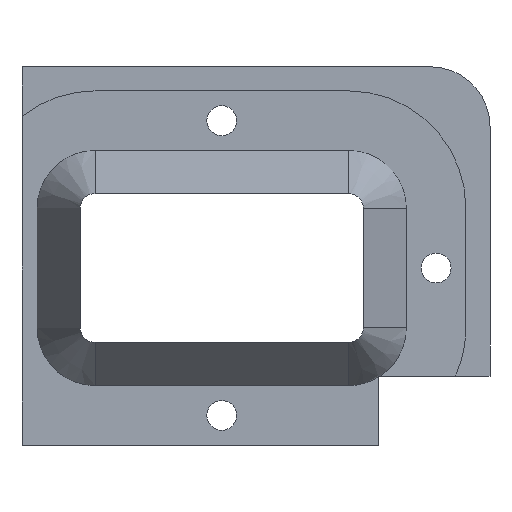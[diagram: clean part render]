
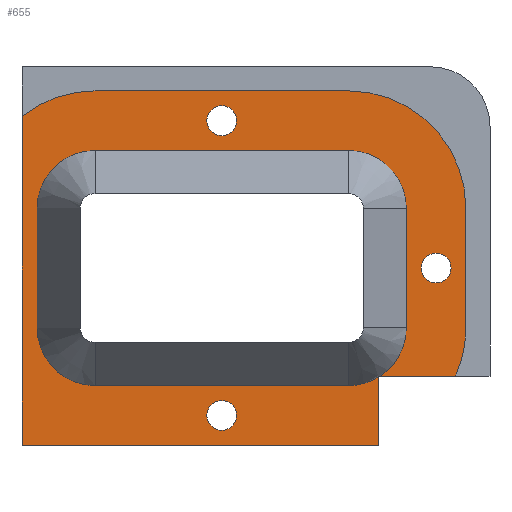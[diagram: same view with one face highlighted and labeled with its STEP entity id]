
A CAD part, front view. The second image highlights one B-rep face of the part: STEP entity #655.
In plain terms, the highlighted planar face has unit normal (0, -1, 0).
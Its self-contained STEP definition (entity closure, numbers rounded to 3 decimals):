
#33=FACE_BOUND('',#108,.T.);
#34=FACE_BOUND('',#109,.T.);
#35=FACE_BOUND('',#110,.T.);
#40=CIRCLE('',#715,3.887);
#41=CIRCLE('',#716,3.887);
#42=CIRCLE('',#717,3.887);
#43=CIRCLE('',#718,3.887);
#44=CIRCLE('',#719,3.887);
#45=CIRCLE('',#720,7.887);
#46=CIRCLE('',#721,7.887);
#47=CIRCLE('',#722,7.887);
#48=CIRCLE('',#723,1.);
#49=CIRCLE('',#724,1.);
#50=CIRCLE('',#725,1.);
#51=CIRCLE('',#726,1.);
#71=FACE_OUTER_BOUND('',#107,.T.);
#107=EDGE_LOOP('',(#447,#448,#449,#450,#451,#452,#453,#454,#455,#456,#457,
#458,#459,#460,#461,#462,#463,#464,#465,#466));
#108=EDGE_LOOP('',(#467));
#109=EDGE_LOOP('',(#468));
#110=EDGE_LOOP('',(#469));
#148=LINE('',#979,#214);
#152=LINE('',#987,#218);
#155=LINE('',#993,#221);
#156=LINE('',#997,#222);
#157=LINE('',#1001,#223);
#158=LINE('',#1005,#224);
#159=LINE('',#1009,#225);
#160=LINE('',#1013,#226);
#161=LINE('',#1017,#227);
#162=LINE('',#1021,#228);
#163=LINE('',#1025,#229);
#214=VECTOR('',#781,10.);
#218=VECTOR('',#787,10.);
#221=VECTOR('',#792,10.);
#222=VECTOR('',#795,10.);
#223=VECTOR('',#798,10.);
#224=VECTOR('',#801,10.);
#225=VECTOR('',#804,10.);
#226=VECTOR('',#807,10.);
#227=VECTOR('',#810,10.);
#228=VECTOR('',#813,10.);
#229=VECTOR('',#816,10.);
#280=VERTEX_POINT('',#977);
#281=VERTEX_POINT('',#978);
#284=VERTEX_POINT('',#986);
#286=VERTEX_POINT('',#992);
#287=VERTEX_POINT('',#994);
#288=VERTEX_POINT('',#996);
#289=VERTEX_POINT('',#998);
#290=VERTEX_POINT('',#1000);
#291=VERTEX_POINT('',#1002);
#292=VERTEX_POINT('',#1004);
#293=VERTEX_POINT('',#1006);
#294=VERTEX_POINT('',#1008);
#295=VERTEX_POINT('',#1010);
#296=VERTEX_POINT('',#1012);
#297=VERTEX_POINT('',#1014);
#298=VERTEX_POINT('',#1016);
#299=VERTEX_POINT('',#1018);
#300=VERTEX_POINT('',#1020);
#301=VERTEX_POINT('',#1022);
#302=VERTEX_POINT('',#1024);
#303=VERTEX_POINT('',#1027);
#304=VERTEX_POINT('',#1029);
#305=VERTEX_POINT('',#1031);
#342=EDGE_CURVE('',#280,#281,#148,.T.);
#346=EDGE_CURVE('',#284,#281,#152,.T.);
#349=EDGE_CURVE('',#284,#286,#155,.T.);
#350=EDGE_CURVE('',#286,#287,#40,.T.);
#351=EDGE_CURVE('',#287,#288,#156,.T.);
#352=EDGE_CURVE('',#288,#289,#41,.T.);
#353=EDGE_CURVE('',#289,#290,#157,.T.);
#354=EDGE_CURVE('',#290,#291,#42,.T.);
#355=EDGE_CURVE('',#291,#292,#158,.T.);
#356=EDGE_CURVE('',#292,#293,#43,.T.);
#357=EDGE_CURVE('',#293,#294,#159,.T.);
#358=EDGE_CURVE('',#294,#295,#44,.T.);
#359=EDGE_CURVE('',#295,#296,#160,.T.);
#360=EDGE_CURVE('',#297,#296,#45,.T.);
#361=EDGE_CURVE('',#298,#297,#161,.T.);
#362=EDGE_CURVE('',#299,#298,#46,.T.);
#363=EDGE_CURVE('',#300,#299,#162,.T.);
#364=EDGE_CURVE('',#301,#300,#47,.T.);
#365=EDGE_CURVE('',#301,#302,#163,.T.);
#366=EDGE_CURVE('',#280,#302,#48,.T.);
#367=EDGE_CURVE('',#303,#303,#49,.T.);
#368=EDGE_CURVE('',#304,#304,#50,.T.);
#369=EDGE_CURVE('',#305,#305,#51,.T.);
#447=ORIENTED_EDGE('',*,*,#346,.F.);
#448=ORIENTED_EDGE('',*,*,#349,.T.);
#449=ORIENTED_EDGE('',*,*,#350,.T.);
#450=ORIENTED_EDGE('',*,*,#351,.T.);
#451=ORIENTED_EDGE('',*,*,#352,.T.);
#452=ORIENTED_EDGE('',*,*,#353,.T.);
#453=ORIENTED_EDGE('',*,*,#354,.T.);
#454=ORIENTED_EDGE('',*,*,#355,.T.);
#455=ORIENTED_EDGE('',*,*,#356,.T.);
#456=ORIENTED_EDGE('',*,*,#357,.T.);
#457=ORIENTED_EDGE('',*,*,#358,.T.);
#458=ORIENTED_EDGE('',*,*,#359,.T.);
#459=ORIENTED_EDGE('',*,*,#360,.F.);
#460=ORIENTED_EDGE('',*,*,#361,.F.);
#461=ORIENTED_EDGE('',*,*,#362,.F.);
#462=ORIENTED_EDGE('',*,*,#363,.F.);
#463=ORIENTED_EDGE('',*,*,#364,.F.);
#464=ORIENTED_EDGE('',*,*,#365,.T.);
#465=ORIENTED_EDGE('',*,*,#366,.F.);
#466=ORIENTED_EDGE('',*,*,#342,.T.);
#467=ORIENTED_EDGE('',*,*,#367,.F.);
#468=ORIENTED_EDGE('',*,*,#368,.F.);
#469=ORIENTED_EDGE('',*,*,#369,.F.);
#635=PLANE('',#714);
#655=ADVANCED_FACE('',(#71,#33,#34,#35),#635,.F.);
#714=AXIS2_PLACEMENT_3D('',#991,#790,#791);
#715=AXIS2_PLACEMENT_3D('',#995,#793,#794);
#716=AXIS2_PLACEMENT_3D('',#999,#796,#797);
#717=AXIS2_PLACEMENT_3D('',#1003,#799,#800);
#718=AXIS2_PLACEMENT_3D('',#1007,#802,#803);
#719=AXIS2_PLACEMENT_3D('',#1011,#805,#806);
#720=AXIS2_PLACEMENT_3D('',#1015,#808,#809);
#721=AXIS2_PLACEMENT_3D('',#1019,#811,#812);
#722=AXIS2_PLACEMENT_3D('',#1023,#814,#815);
#723=AXIS2_PLACEMENT_3D('',#1026,#817,#818);
#724=AXIS2_PLACEMENT_3D('',#1028,#819,#820);
#725=AXIS2_PLACEMENT_3D('',#1030,#821,#822);
#726=AXIS2_PLACEMENT_3D('',#1032,#823,#824);
#781=DIRECTION('',(0.,0.,-1.));
#787=DIRECTION('',(-1.,0.,0.));
#790=DIRECTION('center_axis',(0.,1.,0.));
#791=DIRECTION('ref_axis',(1.,0.,0.));
#792=DIRECTION('',(0.,0.,1.));
#793=DIRECTION('center_axis',(0.,1.,0.));
#794=DIRECTION('ref_axis',(1.,0.,0.));
#795=DIRECTION('',(-1.,0.,0.));
#796=DIRECTION('center_axis',(0.,1.,0.));
#797=DIRECTION('ref_axis',(0.,0.,-1.));
#798=DIRECTION('',(0.,0.,1.));
#799=DIRECTION('center_axis',(0.,1.,0.));
#800=DIRECTION('ref_axis',(-1.,0.,0.));
#801=DIRECTION('',(1.,0.,0.));
#802=DIRECTION('center_axis',(0.,1.,0.));
#803=DIRECTION('ref_axis',(0.,0.,1.));
#804=DIRECTION('',(0.,0.,-1.));
#805=DIRECTION('center_axis',(0.,1.,0.));
#806=DIRECTION('ref_axis',(1.,0.,0.));
#807=DIRECTION('',(1.,0.,0.));
#808=DIRECTION('center_axis',(0.,1.,0.));
#809=DIRECTION('ref_axis',(1.,0.,0.));
#810=DIRECTION('',(0.,0.,-1.));
#811=DIRECTION('center_axis',(0.,1.,0.));
#812=DIRECTION('ref_axis',(0.,0.,1.));
#813=DIRECTION('',(1.,0.,0.));
#814=DIRECTION('center_axis',(0.,1.,0.));
#815=DIRECTION('ref_axis',(-1.,0.,0.));
#816=DIRECTION('',(0.,0.,-1.));
#817=DIRECTION('center_axis',(0.,-1.,0.));
#818=DIRECTION('ref_axis',(-1.,0.,0.));
#819=DIRECTION('center_axis',(0.,-1.,0.));
#820=DIRECTION('ref_axis',(1.,0.,0.));
#821=DIRECTION('center_axis',(0.,-1.,0.));
#822=DIRECTION('ref_axis',(1.,0.,0.));
#823=DIRECTION('center_axis',(0.,-1.,0.));
#824=DIRECTION('ref_axis',(1.,0.,0.));
#977=CARTESIAN_POINT('',(-13.4,6.,-0.162));
#978=CARTESIAN_POINT('',(-13.4,6.,-11.887));
#979=CARTESIAN_POINT('',(-13.4,6.,-3.943));
#986=CARTESIAN_POINT('',(10.5,6.,-11.887));
#987=CARTESIAN_POINT('',(-1.45,6.,-11.887));
#991=CARTESIAN_POINT('Origin',(12.387,6.,4.));
#992=CARTESIAN_POINT('',(10.5,6.,-7.333));
#993=CARTESIAN_POINT('',(10.5,6.,-1.625));
#994=CARTESIAN_POINT('',(8.5,6.,-7.887));
#995=CARTESIAN_POINT('Origin',(8.5,6.,-4.));
#996=CARTESIAN_POINT('',(-8.5,6.,-7.887));
#997=CARTESIAN_POINT('',(8.5,6.,-7.887));
#998=CARTESIAN_POINT('',(-12.387,6.,-4.));
#999=CARTESIAN_POINT('Origin',(-8.5,6.,-4.));
#1000=CARTESIAN_POINT('',(-12.387,6.,4.));
#1001=CARTESIAN_POINT('',(-12.387,6.,-4.));
#1002=CARTESIAN_POINT('',(-8.5,6.,7.887));
#1003=CARTESIAN_POINT('Origin',(-8.5,6.,4.));
#1004=CARTESIAN_POINT('',(8.5,6.,7.887));
#1005=CARTESIAN_POINT('',(-8.5,6.,7.887));
#1006=CARTESIAN_POINT('',(12.387,6.,4.));
#1007=CARTESIAN_POINT('Origin',(8.5,6.,4.));
#1008=CARTESIAN_POINT('',(12.387,6.,-4.));
#1009=CARTESIAN_POINT('',(12.387,6.,4.));
#1010=CARTESIAN_POINT('',(10.632,6.,-7.25));
#1011=CARTESIAN_POINT('Origin',(8.5,6.,-4.));
#1012=CARTESIAN_POINT('',(15.686,6.,-7.25));
#1013=CARTESIAN_POINT('',(17.47,6.,-7.25));
#1014=CARTESIAN_POINT('',(16.387,6.,-4.));
#1015=CARTESIAN_POINT('Origin',(8.5,6.,-4.));
#1016=CARTESIAN_POINT('',(16.387,6.,4.));
#1017=CARTESIAN_POINT('',(16.387,6.,4.));
#1018=CARTESIAN_POINT('',(8.5,6.,11.887));
#1019=CARTESIAN_POINT('Origin',(8.5,6.,4.));
#1020=CARTESIAN_POINT('',(-8.5,6.,11.887));
#1021=CARTESIAN_POINT('',(-8.5,6.,11.887));
#1022=CARTESIAN_POINT('',(-13.4,6.,10.18));
#1023=CARTESIAN_POINT('Origin',(-8.5,6.,4.));
#1024=CARTESIAN_POINT('',(-13.4,6.,0.162));
#1025=CARTESIAN_POINT('',(-13.4,6.,-3.943));
#1026=CARTESIAN_POINT('Origin',(-14.387,6.,0.));
#1027=CARTESIAN_POINT('',(-1.,6.,-9.887));
#1028=CARTESIAN_POINT('Origin',(0.,6.,-9.887));
#1029=CARTESIAN_POINT('',(13.387,6.,0.));
#1030=CARTESIAN_POINT('Origin',(14.387,6.,0.));
#1031=CARTESIAN_POINT('',(-1.,6.,9.887));
#1032=CARTESIAN_POINT('Origin',(0.,6.,9.887));
